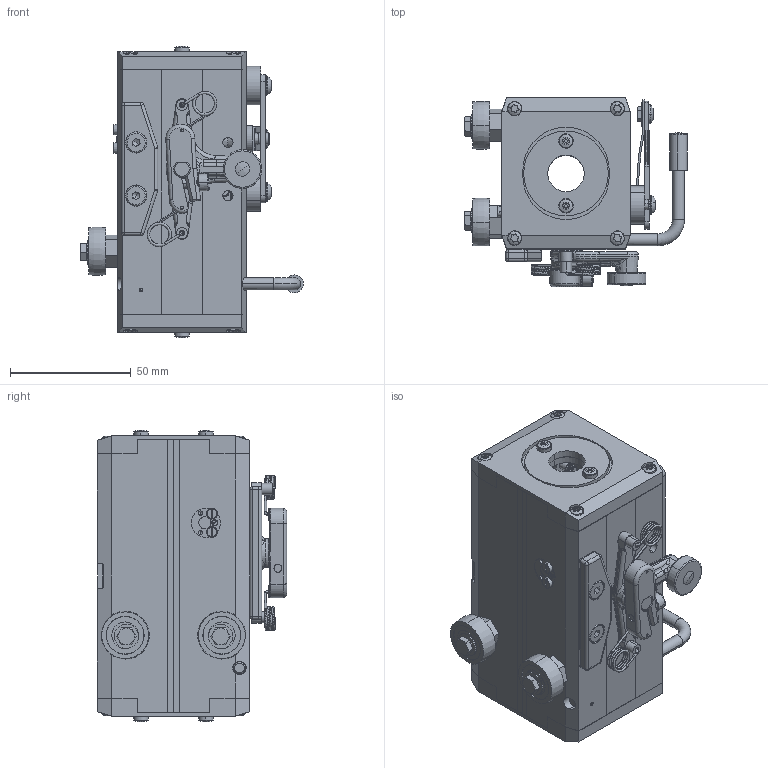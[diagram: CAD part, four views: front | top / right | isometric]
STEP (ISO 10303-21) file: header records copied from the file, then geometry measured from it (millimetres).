
FILE_DESCRIPTION (( 'STEP AP214' ), '1' );
FILE_NAME ('RG4-15-2MCRF Drehrichtung rechts.STEP', '2019-10-17T11:31:26', ( '' ), ( '' ), 'SwSTEP 2.0', 'SolidWorks 2019', '' );
FILE_SCHEMA (( 'AUTOMOTIVE_DESIGN' ));
Length unit declared in the file: millimetre
Products named in the file (1): RG4-15-2MCRF Drehrichtung rechts
Bounding box: 92.14 x 78.3 x 120.74 mm (x, y, z)
Volume: 166805.7 mm3; surface area: 121639.4 mm2
Topology: 83 solids, 83 shells, 3457 faces, 8964 edges, 5719 vertices
Faces by surface type: plane 1373, cylinder 1234, cone 308, bspline 269, torus 140, sphere 133
Entity records: 158377 total; most frequent: CARTESIAN_POINT 35501, ORIENTED_EDGE 17676, DIRECTION 17404, EDGE_CURVE 8838, AXIS2_PLACEMENT_3D 6526, VERTEX_POINT 5677, LINE 4352, VECTOR 4352
